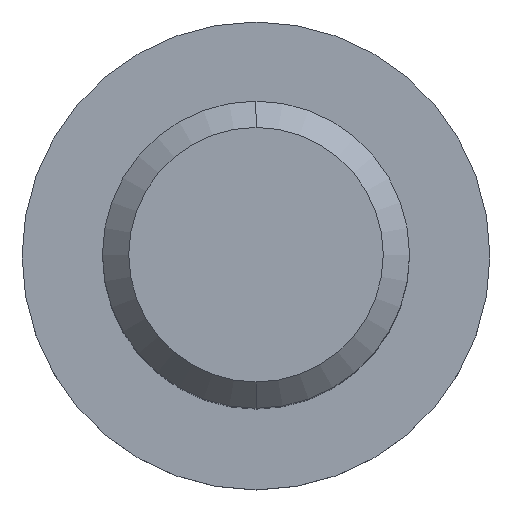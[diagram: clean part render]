
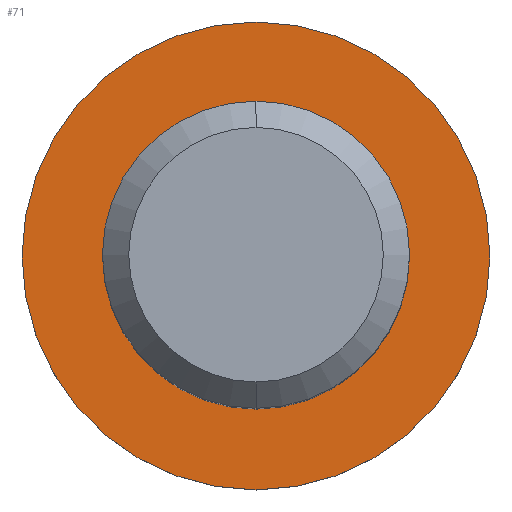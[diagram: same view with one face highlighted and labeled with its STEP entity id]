
A CAD part, top view. The second image highlights one B-rep face of the part: STEP entity #71.
In plain terms, the highlighted planar face has unit normal (0, 0, 1).
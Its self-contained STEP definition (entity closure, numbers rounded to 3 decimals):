
#71=ADVANCED_FACE('',(#137,#138),#139,.T.);
#137=FACE_OUTER_BOUND('',#195,.T.);
#138=FACE_BOUND('',#196,.T.);
#139=PLANE('',#197);
#195=EDGE_LOOP('',(#317,#318));
#196=EDGE_LOOP('',(#319,#320));
#197=AXIS2_PLACEMENT_3D('',#321,#322,#323);
#317=ORIENTED_EDGE('',*,*,#329,.T.);
#318=ORIENTED_EDGE('',*,*,#369,.T.);
#319=ORIENTED_EDGE('',*,*,#350,.F.);
#320=ORIENTED_EDGE('',*,*,#355,.F.);
#321=CARTESIAN_POINT('',(0.0,-7.13,-6.));
#322=DIRECTION('',(0.0,0.0,1.0));
#323=DIRECTION('',(1.0,-0.0,0.0));
#329=EDGE_CURVE('',#374,#378,#380,.T.);
#350=EDGE_CURVE('',#410,#413,#414,.T.);
#355=EDGE_CURVE('',#413,#410,#420,.T.);
#369=EDGE_CURVE('',#378,#374,#434,.T.);
#374=VERTEX_POINT('',#439);
#378=VERTEX_POINT('',#444);
#380=CIRCLE('',#447,9.78);
#410=VERTEX_POINT('',#485);
#413=VERTEX_POINT('',#489);
#414=CIRCLE('',#490,4.48);
#420=CIRCLE('',#497,4.48);
#434=CIRCLE('',#511,9.78);
#439=CARTESIAN_POINT('',(0.0,-9.78,-6.0));
#444=CARTESIAN_POINT('',(0.,9.78,-6.0));
#447=AXIS2_PLACEMENT_3D('',#519,#520,#521);
#485=CARTESIAN_POINT('',(0.0,-4.48,-6.));
#489=CARTESIAN_POINT('',(0.,4.48,-6.));
#490=AXIS2_PLACEMENT_3D('',#549,#550,#551);
#497=AXIS2_PLACEMENT_3D('',#559,#560,#561);
#511=AXIS2_PLACEMENT_3D('',#577,#578,#579);
#519=CARTESIAN_POINT('',(0.0,0.0,-6.0));
#520=DIRECTION('',(0.0,0.0,1.0));
#521=DIRECTION('',(0.0,-1.0,0.0));
#549=CARTESIAN_POINT('',(0.0,0.0,-6.));
#550=DIRECTION('',(0.0,0.0,1.0));
#551=DIRECTION('',(0.0,-1.0,0.0));
#559=CARTESIAN_POINT('',(0.0,0.0,-6.));
#560=DIRECTION('',(0.0,0.0,1.0));
#561=DIRECTION('',(0.0,-1.0,0.0));
#577=CARTESIAN_POINT('',(0.0,0.0,-6.0));
#578=DIRECTION('',(0.0,0.0,1.0));
#579=DIRECTION('',(0.0,-1.0,0.0));
